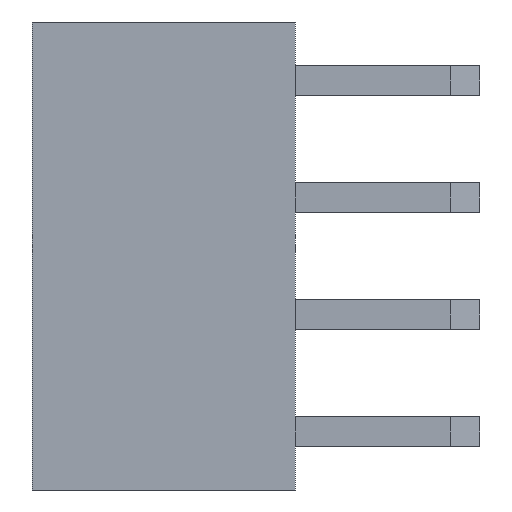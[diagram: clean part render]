
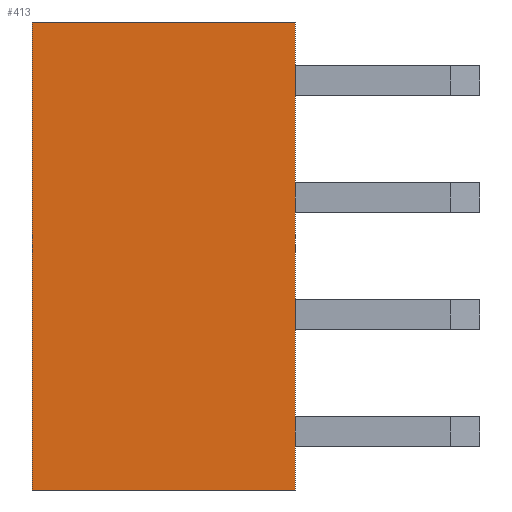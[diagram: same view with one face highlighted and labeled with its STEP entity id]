
A CAD part, left-side view. The second image highlights one B-rep face of the part: STEP entity #413.
In plain terms, the highlighted planar face has unit normal (-1, 0, 0).
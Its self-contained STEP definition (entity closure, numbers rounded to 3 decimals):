
#11 = CARTESIAN_POINT ( 'NONE',  ( -3., 4.5, -7. ) ) ;
#13 = DIRECTION ( 'NONE',  ( 0., 0., 1. ) ) ;
#15 = EDGE_CURVE ( 'NONE', #1615, #1915, #1405, .T. ) ;
#46 = LINE ( 'NONE', #1354, #3556 ) ;
#55 = FACE_OUTER_BOUND ( 'NONE', #3346, .T. ) ;
#137 = ORIENTED_EDGE ( 'NONE', *, *, #1514, .F. ) ;
#392 = VECTOR ( 'NONE', #4898, 1000. ) ;
#413 = ADVANCED_FACE ( 'NONE', ( #55 ), #1392, .F. ) ;
#421 = ORIENTED_EDGE ( 'NONE', *, *, #15, .T. ) ;
#428 = CARTESIAN_POINT ( 'NONE',  ( -3., 0., -7. ) ) ;
#431 = CARTESIAN_POINT ( 'NONE',  ( -3., 4.5, 1. ) ) ;
#851 = ORIENTED_EDGE ( 'NONE', *, *, #2741, .T. ) ;
#1020 = CARTESIAN_POINT ( 'NONE',  ( -3., 0., 1. ) ) ;
#1251 = CARTESIAN_POINT ( 'NONE',  ( -3., 4.5, 1. ) ) ;
#1354 = CARTESIAN_POINT ( 'NONE',  ( -3., 4.5, 1. ) ) ;
#1371 = EDGE_CURVE ( 'NONE', #4984, #2812, #46, .T. ) ;
#1392 = PLANE ( 'NONE',  #5237 ) ;
#1405 = LINE ( 'NONE', #3123, #5029 ) ;
#1514 = EDGE_CURVE ( 'NONE', #2812, #1915, #3592, .T. ) ;
#1615 = VERTEX_POINT ( 'NONE', #428 ) ;
#1621 = VECTOR ( 'NONE', #1792, 1000. ) ;
#1792 = DIRECTION ( 'NONE',  ( 0., -1., 0. ) ) ;
#1830 = DIRECTION ( 'NONE',  ( 0., 0., -1. ) ) ;
#1915 = VERTEX_POINT ( 'NONE', #1020 ) ;
#2421 = CARTESIAN_POINT ( 'NONE',  ( -3., 4.5, -7. ) ) ;
#2741 = EDGE_CURVE ( 'NONE', #4984, #1615, #3989, .T. ) ;
#2812 = VERTEX_POINT ( 'NONE', #1251 ) ;
#3123 = CARTESIAN_POINT ( 'NONE',  ( -3., 0., 1. ) ) ;
#3346 = EDGE_LOOP ( 'NONE', ( #421, #137, #4214, #851 ) ) ;
#3556 = VECTOR ( 'NONE', #13, 1000. ) ;
#3592 = LINE ( 'NONE', #3643, #392 ) ;
#3593 = DIRECTION ( 'NONE',  ( 0., 0., 1. ) ) ;
#3643 = CARTESIAN_POINT ( 'NONE',  ( -3., 4.5, 1. ) ) ;
#3989 = LINE ( 'NONE', #11, #1621 ) ;
#4214 = ORIENTED_EDGE ( 'NONE', *, *, #1371, .F. ) ;
#4898 = DIRECTION ( 'NONE',  ( 0., -1., 0. ) ) ;
#4984 = VERTEX_POINT ( 'NONE', #2421 ) ;
#5029 = VECTOR ( 'NONE', #3593, 1000. ) ;
#5237 = AXIS2_PLACEMENT_3D ( 'NONE', #431, #5281, #1830 ) ;
#5281 = DIRECTION ( 'NONE',  ( 1., 0., 0. ) ) ;
